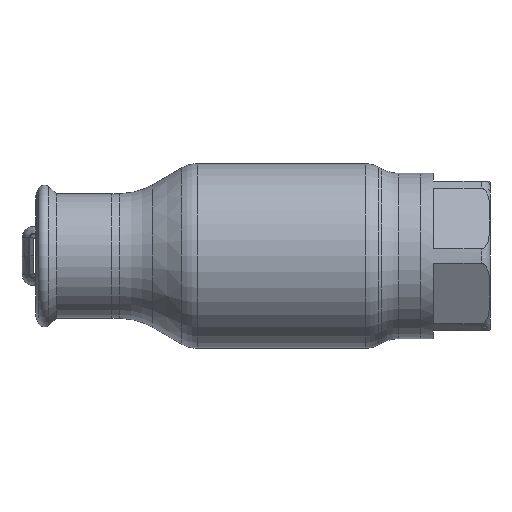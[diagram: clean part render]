
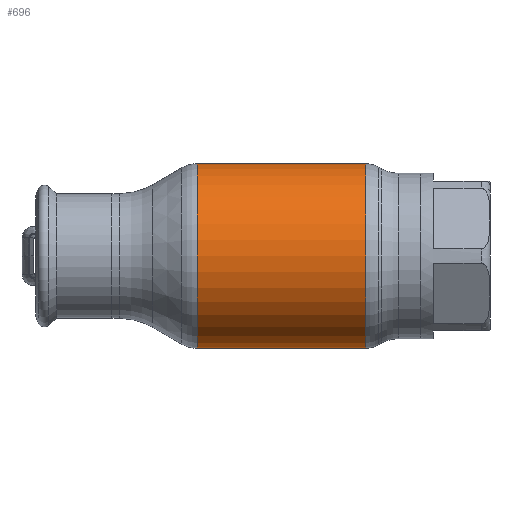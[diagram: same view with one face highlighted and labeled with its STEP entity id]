
A CAD part, front view. The second image highlights one B-rep face of the part: STEP entity #696.
In plain terms, the highlighted cylindrical face has radius 42.5 mm (diameter 85 mm), a partial arc.
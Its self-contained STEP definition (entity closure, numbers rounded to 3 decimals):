
#696 = ADVANCED_FACE ( 'NONE', ( #52427 ), #15803, .T. ) ;
#1299 = EDGE_CURVE ( 'NONE', #7603, #40788, #15687, .T. ) ;
#1646 = EDGE_LOOP ( 'NONE', ( #48216, #40306, #61939, #8503 ) ) ;
#4600 = VERTEX_POINT ( 'NONE', #26825 ) ;
#7603 = VERTEX_POINT ( 'NONE', #28457 ) ;
#8503 = ORIENTED_EDGE ( 'NONE', *, *, #48330, .F. ) ;
#12472 = AXIS2_PLACEMENT_3D ( 'NONE', #28482, #48058, #23713 ) ;
#15618 = DIRECTION ( 'NONE',  ( 0., 0., 1. ) ) ;
#15687 = LINE ( 'NONE', #41987, #54596 ) ;
#15803 = CYLINDRICAL_SURFACE ( 'NONE', #28243, 42.5 ) ;
#23713 = DIRECTION ( 'NONE',  ( 0., 0., 1. ) ) ;
#25020 = CARTESIAN_POINT ( 'NONE',  ( -62.69, 0., 0. ) ) ;
#25066 = CARTESIAN_POINT ( 'NONE',  ( 38.749, 0., 0. ) ) ;
#26825 = CARTESIAN_POINT ( 'NONE',  ( 38.749, 0., 42.5 ) ) ;
#28243 = AXIS2_PLACEMENT_3D ( 'NONE', #25020, #29199, #34800 ) ;
#28457 = CARTESIAN_POINT ( 'NONE',  ( 38.749, 0., -42.5 ) ) ;
#28482 = CARTESIAN_POINT ( 'NONE',  ( -38.749, 0., 0. ) ) ;
#29199 = DIRECTION ( 'NONE',  ( -1., 0., 0. ) ) ;
#33772 = CARTESIAN_POINT ( 'NONE',  ( -38.749, 0., 42.5 ) ) ;
#34087 = CIRCLE ( 'NONE', #60378, 42.5 ) ;
#34800 = DIRECTION ( 'NONE',  ( 0., 0., 1. ) ) ;
#39357 = VERTEX_POINT ( 'NONE', #33772 ) ;
#40306 = ORIENTED_EDGE ( 'NONE', *, *, #47504, .T. ) ;
#40788 = VERTEX_POINT ( 'NONE', #50179 ) ;
#41354 = DIRECTION ( 'NONE',  ( -1., 0., 0. ) ) ;
#41987 = CARTESIAN_POINT ( 'NONE',  ( -62.69, 0., -42.5 ) ) ;
#44562 = EDGE_CURVE ( 'NONE', #4600, #39357, #46501, .T. ) ;
#46501 = LINE ( 'NONE', #56429, #58483 ) ;
#47014 = DIRECTION ( 'NONE',  ( -1., 0., 0. ) ) ;
#47504 = EDGE_CURVE ( 'NONE', #7603, #4600, #34087, .T. ) ;
#48058 = DIRECTION ( 'NONE',  ( -1., 0., 0. ) ) ;
#48216 = ORIENTED_EDGE ( 'NONE', *, *, #1299, .F. ) ;
#48330 = EDGE_CURVE ( 'NONE', #40788, #39357, #48851, .T. ) ;
#48851 = CIRCLE ( 'NONE', #12472, 42.5 ) ;
#50179 = CARTESIAN_POINT ( 'NONE',  ( -38.749, 0., -42.5 ) ) ;
#52427 = FACE_OUTER_BOUND ( 'NONE', #1646, .T. ) ;
#53836 = DIRECTION ( 'NONE',  ( -1., 0., 0. ) ) ;
#54596 = VECTOR ( 'NONE', #47014, 1000. ) ;
#56429 = CARTESIAN_POINT ( 'NONE',  ( -62.69, 0., 42.5 ) ) ;
#58483 = VECTOR ( 'NONE', #41354, 1000. ) ;
#60378 = AXIS2_PLACEMENT_3D ( 'NONE', #25066, #53836, #15618 ) ;
#61939 = ORIENTED_EDGE ( 'NONE', *, *, #44562, .T. ) ;
